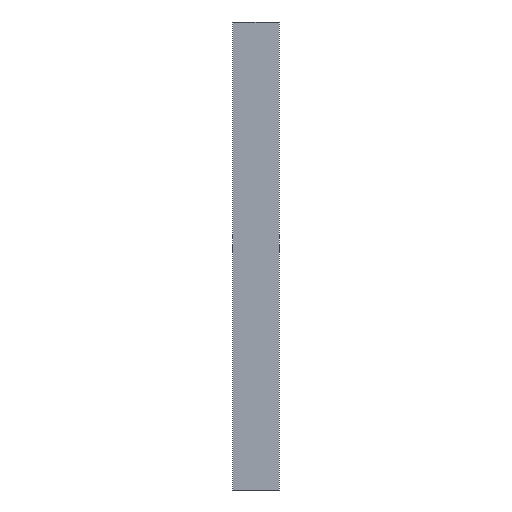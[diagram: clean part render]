
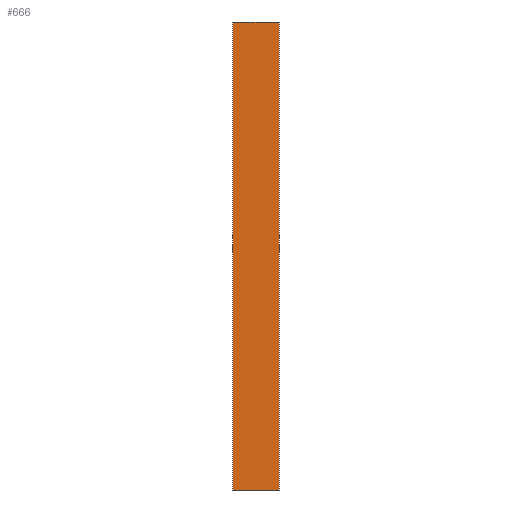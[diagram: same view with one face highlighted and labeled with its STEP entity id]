
A CAD part, front view. The second image highlights one B-rep face of the part: STEP entity #666.
In plain terms, the highlighted planar face has unit normal (0, -1, 0).
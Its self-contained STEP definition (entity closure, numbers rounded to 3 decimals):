
#2 = EDGE_CURVE ( 'NONE', #368, #229, #520, .T. ) ;
#12 = CARTESIAN_POINT ( 'NONE',  ( 0.5, 0., 1000. ) ) ;
#37 = CARTESIAN_POINT ( 'NONE',  ( 99.5, 0., 1000. ) ) ;
#68 = DIRECTION ( 'NONE',  ( 1., 0., 0. ) ) ;
#87 = VECTOR ( 'NONE', #556, 1000. ) ;
#229 = VERTEX_POINT ( 'NONE', #934 ) ;
#254 = LINE ( 'NONE', #406, #87 ) ;
#262 = LINE ( 'NONE', #404, #708 ) ;
#272 = CARTESIAN_POINT ( 'NONE',  ( 0.5, 0., 0. ) ) ;
#297 = EDGE_LOOP ( 'NONE', ( #453, #779, #351, #554 ) ) ;
#300 = LINE ( 'NONE', #37, #900 ) ;
#351 = ORIENTED_EDGE ( 'NONE', *, *, #2, .F. ) ;
#368 = VERTEX_POINT ( 'NONE', #12 ) ;
#404 = CARTESIAN_POINT ( 'NONE',  ( 0.5, 0., 1000. ) ) ;
#406 = CARTESIAN_POINT ( 'NONE',  ( 0., 0., 0. ) ) ;
#437 = CARTESIAN_POINT ( 'NONE',  ( 0., 0., 1000. ) ) ;
#441 = PLANE ( 'NONE',  #966 ) ;
#442 = CARTESIAN_POINT ( 'NONE',  ( 0., 0., 1000. ) ) ;
#445 = DIRECTION ( 'NONE',  ( 0., 0., 1. ) ) ;
#453 = ORIENTED_EDGE ( 'NONE', *, *, #746, .T. ) ;
#487 = EDGE_CURVE ( 'NONE', #368, #571, #262, .T. ) ;
#504 = FACE_OUTER_BOUND ( 'NONE', #297, .T. ) ;
#520 = LINE ( 'NONE', #442, #873 ) ;
#554 = ORIENTED_EDGE ( 'NONE', *, *, #487, .T. ) ;
#556 = DIRECTION ( 'NONE',  ( 1., 0., 0. ) ) ;
#571 = VERTEX_POINT ( 'NONE', #272 ) ;
#579 = CARTESIAN_POINT ( 'NONE',  ( 99.5, 0., 0. ) ) ;
#653 = DIRECTION ( 'NONE',  ( 0., 0., 1. ) ) ;
#666 = ADVANCED_FACE ( 'NONE', ( #504 ), #441, .F. ) ;
#708 = VECTOR ( 'NONE', #795, 1000. ) ;
#746 = EDGE_CURVE ( 'NONE', #571, #887, #254, .T. ) ;
#747 = DIRECTION ( 'NONE',  ( 0., 1., 0. ) ) ;
#779 = ORIENTED_EDGE ( 'NONE', *, *, #811, .T. ) ;
#795 = DIRECTION ( 'NONE',  ( 0., 0., -1. ) ) ;
#811 = EDGE_CURVE ( 'NONE', #887, #229, #300, .T. ) ;
#873 = VECTOR ( 'NONE', #68, 1000. ) ;
#887 = VERTEX_POINT ( 'NONE', #579 ) ;
#900 = VECTOR ( 'NONE', #653, 1000. ) ;
#934 = CARTESIAN_POINT ( 'NONE',  ( 99.5, 0., 1000. ) ) ;
#966 = AXIS2_PLACEMENT_3D ( 'NONE', #437, #747, #445 ) ;
